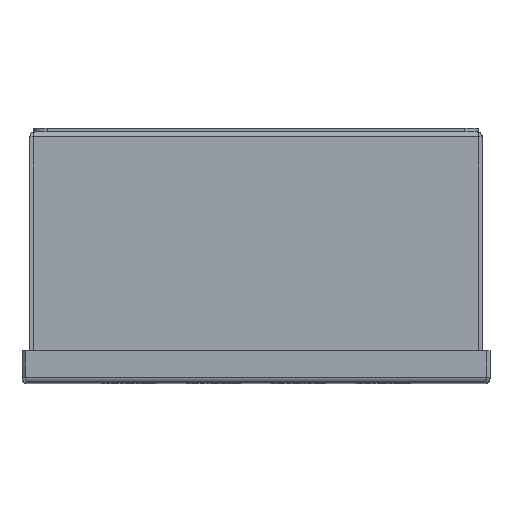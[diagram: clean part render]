
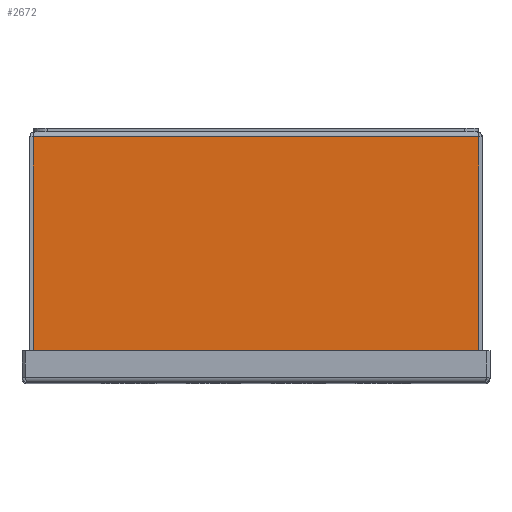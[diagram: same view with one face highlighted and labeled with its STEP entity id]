
A CAD part, top view. The second image highlights one B-rep face of the part: STEP entity #2672.
In plain terms, the highlighted planar face has unit normal (0, 0, 1).
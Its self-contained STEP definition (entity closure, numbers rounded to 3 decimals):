
#2672 = ADVANCED_FACE( '', ( #6395 ), #6396, .F. );
#6395 = FACE_OUTER_BOUND( '', #11724, .T. );
#6396 = PLANE( '', #11725 );
#11724 = EDGE_LOOP( '', ( #20264, #20265, #20266, #20267, #20268, #20269, #20270, #20271, #20272, #20273 ) );
#11725 = AXIS2_PLACEMENT_3D( '', #20274, #20275, #20276 );
#20264 = ORIENTED_EDGE( '', *, *, #34040, .F. );
#20265 = ORIENTED_EDGE( '', *, *, #33987, .T. );
#20266 = ORIENTED_EDGE( '', *, *, #34059, .T. );
#20267 = ORIENTED_EDGE( '', *, *, #35711, .F. );
#20268 = ORIENTED_EDGE( '', *, *, #35712, .T. );
#20269 = ORIENTED_EDGE( '', *, *, #35713, .T. );
#20270 = ORIENTED_EDGE( '', *, *, #35714, .T. );
#20271 = ORIENTED_EDGE( '', *, *, #35715, .F. );
#20272 = ORIENTED_EDGE( '', *, *, #34034, .F. );
#20273 = ORIENTED_EDGE( '', *, *, #35716, .T. );
#20274 = CARTESIAN_POINT( '', ( 698.348, 0., 155.575 ) );
#20275 = DIRECTION( '', ( 0., 0., -1. ) );
#20276 = DIRECTION( '', ( 0., 1., 0. ) );
#33987 = EDGE_CURVE( '', #39547, #39548, #39549, .T. );
#34034 = EDGE_CURVE( '', #39629, #39631, #39632, .T. );
#34040 = EDGE_CURVE( '', #39547, #39638, #39641, .T. );
#34059 = EDGE_CURVE( '', #39548, #39672, #39673, .T. );
#35711 = EDGE_CURVE( '', #42101, #39672, #42490, .T. );
#35712 = EDGE_CURVE( '', #42101, #42491, #42492, .T. );
#35713 = EDGE_CURVE( '', #42491, #42493, #42494, .T. );
#35714 = EDGE_CURVE( '', #42493, #42495, #42496, .T. );
#35715 = EDGE_CURVE( '', #39631, #42495, #42497, .T. );
#35716 = EDGE_CURVE( '', #39629, #39638, #42498, .T. );
#39547 = VERTEX_POINT( '', #48328 );
#39548 = VERTEX_POINT( '', #48329 );
#39549 = LINE( '', #48330, #48331 );
#39629 = VERTEX_POINT( '', #48581 );
#39631 = VERTEX_POINT( '', #48584 );
#39632 = LINE( '', #48585, #48586 );
#39638 = VERTEX_POINT( '', #48594 );
#39641 = LINE( '', #48599, #48600 );
#39672 = VERTEX_POINT( '', #48646 );
#39673 = LINE( '', #48647, #48648 );
#42101 = VERTEX_POINT( '', #54916 );
#42490 = LINE( '', #55696, #55697 );
#42491 = VERTEX_POINT( '', #55698 );
#42492 = LINE( '', #55699, #55700 );
#42493 = VERTEX_POINT( '', #55701 );
#42494 = LINE( '', #55702, #55703 );
#42495 = VERTEX_POINT( '', #55704 );
#42496 = LINE( '', #55705, #55706 );
#42497 = LINE( '', #55707, #55708 );
#42498 = LINE( '', #55709, #55710 );
#48328 = CARTESIAN_POINT( '', ( 76.177, -105.613, 155.575 ) );
#48329 = CARTESIAN_POINT( '', ( 76.177, -106.426, 155.575 ) );
#48330 = CARTESIAN_POINT( '', ( 76.177, -107.95, 155.575 ) );
#48331 = VECTOR( '', #68018, 1000. );
#48581 = CARTESIAN_POINT( '', ( -76.175, -105.613, 155.575 ) );
#48584 = CARTESIAN_POINT( '', ( -76.177, -105.613, 155.575 ) );
#48585 = CARTESIAN_POINT( '', ( -76.177, -105.613, 155.575 ) );
#48586 = VECTOR( '', #68039, 1000. );
#48594 = CARTESIAN_POINT( '', ( 76.175, -105.613, 155.575 ) );
#48599 = CARTESIAN_POINT( '', ( -76.177, -105.613, 155.575 ) );
#48600 = VECTOR( '', #68044, 1000. );
#48646 = CARTESIAN_POINT( '', ( 100.073, -106.426, 155.575 ) );
#48647 = CARTESIAN_POINT( '', ( 698.348, -106.426, 155.575 ) );
#48648 = VECTOR( '', #68056, 1000. );
#54916 = CARTESIAN_POINT( '', ( 100.073, -2.337, 155.575 ) );
#55696 = CARTESIAN_POINT( '', ( 100.073, -2.337, 155.575 ) );
#55697 = VECTOR( '', #69032, 1000. );
#55698 = CARTESIAN_POINT( '', ( -100.073, -2.337, 155.575 ) );
#55699 = CARTESIAN_POINT( '', ( 698.348, -2.337, 155.575 ) );
#55700 = VECTOR( '', #69033, 1000. );
#55701 = CARTESIAN_POINT( '', ( -100.073, -106.426, 155.575 ) );
#55702 = CARTESIAN_POINT( '', ( -100.073, -2.337, 155.575 ) );
#55703 = VECTOR( '', #69034, 1000. );
#55704 = CARTESIAN_POINT( '', ( -76.177, -106.426, 155.575 ) );
#55705 = CARTESIAN_POINT( '', ( 698.348, -106.426, 155.575 ) );
#55706 = VECTOR( '', #69035, 1000. );
#55707 = CARTESIAN_POINT( '', ( -76.177, -107.95, 155.575 ) );
#55708 = VECTOR( '', #69036, 1000. );
#55709 = CARTESIAN_POINT( '', ( -76.175, -105.613, 155.575 ) );
#55710 = VECTOR( '', #69037, 1000. );
#68018 = DIRECTION( '', ( 0., -1., 0. ) );
#68039 = DIRECTION( '', ( -1., 0., 0. ) );
#68044 = DIRECTION( '', ( -1., 0., 0. ) );
#68056 = DIRECTION( '', ( 1., 0., 0. ) );
#69032 = DIRECTION( '', ( 0., -1., 0. ) );
#69033 = DIRECTION( '', ( -1., 0., 0. ) );
#69034 = DIRECTION( '', ( 0., -1., 0. ) );
#69035 = DIRECTION( '', ( 1., 0., 0. ) );
#69036 = DIRECTION( '', ( 0., -1., 0. ) );
#69037 = DIRECTION( '', ( 1., 0., 0. ) );
